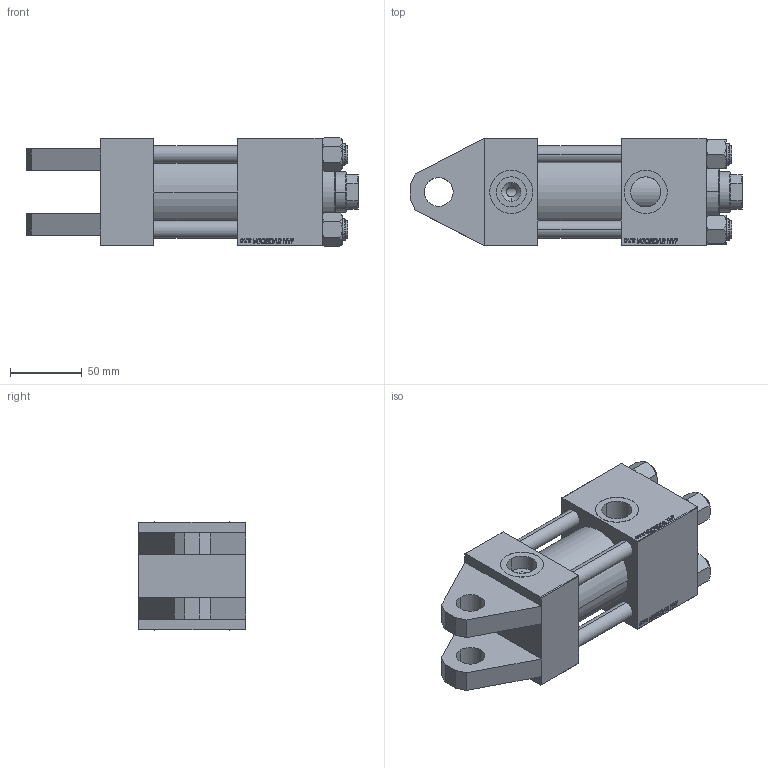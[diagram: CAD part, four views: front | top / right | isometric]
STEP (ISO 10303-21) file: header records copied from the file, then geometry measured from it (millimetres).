
FILE_DESCRIPTION (( 'STEP AP203' ), '1' );
FILE_NAME ('90b5.STEP', '2023-08-22T15:57:58', ( '' ), ( '' ), 'SwSTEP 2.0', 'SolidWorks 2019', '' );
FILE_SCHEMA (( 'CONFIG_CONTROL_DESIGN' ));
Length unit declared in the file: millimetre
Products named in the file (6): V215CR_TYCINKA_H d2c0ea2f306b6ec3f732000e7ce873ab; V215_VC_A d2c0ea2f306b6ec3f732000e7ce873ab; V215CR_H_Body d2c0ea2f306b6ec3f732000e7ce873ab; V215CR_VCP_H d2c0ea2f306b6ec3f732000e7ce873ab; 90b5; NUT_M5_H d2c0ea2f306b6ec3f732000e7ce873ab
Assembly tree (11 placements, depth 2):
  90b5
    V215CR_H_Body d2c0ea2f306b6ec3f732000e7ce873ab
    V215CR_VCP_H d2c0ea2f306b6ec3f732000e7ce873ab
    V215CR_TYCINKA_H d2c0ea2f306b6ec3f732000e7ce873ab  x4
    NUT_M5_H d2c0ea2f306b6ec3f732000e7ce873ab  x4
    V215_VC_A d2c0ea2f306b6ec3f732000e7ce873ab
Bounding box: 231 x 75 x 75.54 mm (x, y, z)
Volume: 746300.7 mm3; surface area: 166506.4 mm2
Topology: 11 solids, 11 shells, 1129 faces, 2836 edges, 1839 vertices
Faces by surface type: plane 518, bspline 392, cone 128, cylinder 83, torus 8
Entity records: 49720 total; most frequent: CARTESIAN_POINT 27025, ORIENTED_EDGE 5164, DIRECTION 3210, EDGE_CURVE 2582, VERTEX_POINT 1695, LINE 1570, VECTOR 1570, EDGE_LOOP 1135
